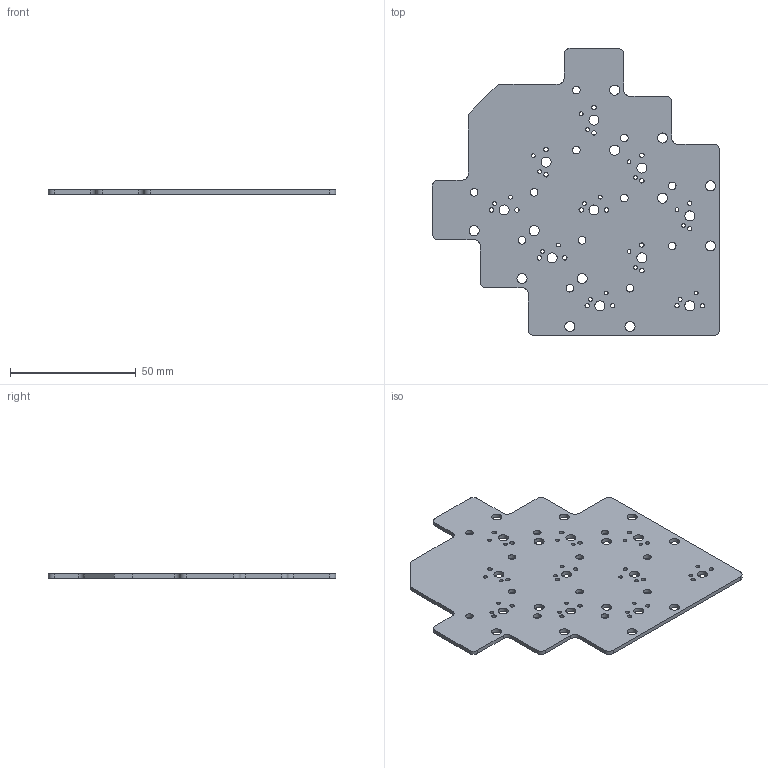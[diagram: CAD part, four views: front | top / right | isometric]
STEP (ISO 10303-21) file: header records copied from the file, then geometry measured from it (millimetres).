
FILE_DESCRIPTION(('KiCad electronic assembly'),'2;1');
FILE_NAME('herringbone_macro_pad.step','2022-02-11T23:47:54',('Pcbnew'), ('Kicad'),'Open CASCADE STEP processor 7.5','KiCad to STEP converter', 'Unknown');
FILE_SCHEMA(('AUTOMOTIVE_DESIGN { 1 0 10303 214 1 1 1 1 }'));
Length unit declared in the file: millimetre
Products named in the file (2): herringbone_macro_pad 1; herringbone_macro_pad PCB
Assembly tree (1 placements, depth 2):
  herringbone_macro_pad 1
    herringbone_macro_pad PCB
Bounding box: 114.3 x 114.3 x 1.6 mm (x, y, z)
Volume: 14515.4 mm3; surface area: 19793.1 mm2
Topology: 1 solids, 1 shells, 110 faces, 324 edges, 216 vertices
Faces by surface type: cylinder 89, plane 21
Full cylindrical faces by diameter (mm): 1.5 x20, 1.75 x20, 3.05 x12, 4 x22
Entity records: 8855 total; most frequent: CARTESIAN_POINT 2368, DIRECTION 1196, ORIENTED_EDGE 648, PCURVE 648, DEFINITIONAL_REPRESENTATION 648, LINE 616, VECTOR 616, EDGE_CURVE 324
